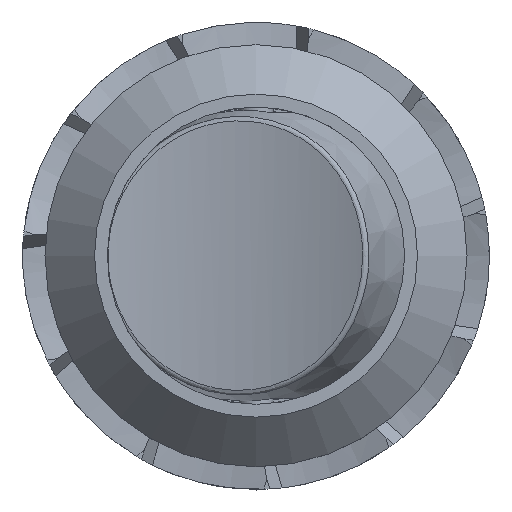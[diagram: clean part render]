
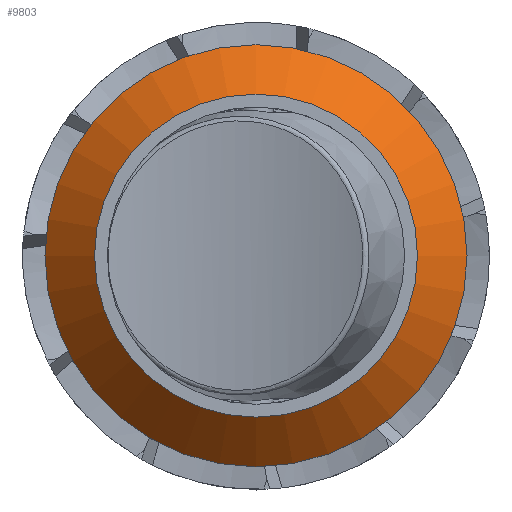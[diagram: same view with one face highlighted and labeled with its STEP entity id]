
A CAD part, top view. The second image highlights one B-rep face of the part: STEP entity #9803.
In plain terms, the highlighted conical face has half-angle 45 degrees and reference radius 25.4 mm.
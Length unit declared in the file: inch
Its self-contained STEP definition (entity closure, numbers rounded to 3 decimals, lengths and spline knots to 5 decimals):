
#9776=CARTESIAN_POINT('',(0.0,0.0,-0.49606));
#9777=DIRECTION('',(0.0,0.0,-1.0));
#9778=DIRECTION('',(1.0,0.0,0.0));
#9779=AXIS2_PLACEMENT_3D('',#9776,#9777,#9778);
#9780=CONICAL_SURFACE('',#9779,1.0,45.);
#9781=CARTESIAN_POINT('',(0.45276,0.,0.05118));
#9782=VERTEX_POINT('',#9781);
#9783=CARTESIAN_POINT('',(0.0,0.0,0.05118));
#9784=DIRECTION('',(0.0,0.0,1.0));
#9785=DIRECTION('',(-1.0,0.0,0.0));
#9786=AXIS2_PLACEMENT_3D('',#9783,#9784,#9785);
#9787=CIRCLE('',#9786,0.45276);
#9788=EDGE_CURVE('',#9782,#9782,#9787,.T.);
#9789=ORIENTED_EDGE('',*,*,#9788,.T.);
#9790=EDGE_LOOP('',(#9789));
#9791=FACE_OUTER_BOUND('',#9790,.T.);
#9792=CARTESIAN_POINT('',(0.34646,0.,0.15748));
#9793=VERTEX_POINT('',#9792);
#9794=CARTESIAN_POINT('',(0.0,0.0,0.15748));
#9795=DIRECTION('',(0.0,0.0,-1.0));
#9796=DIRECTION('',(-1.0,0.0,0.0));
#9797=AXIS2_PLACEMENT_3D('',#9794,#9795,#9796);
#9798=CIRCLE('',#9797,0.34646);
#9799=EDGE_CURVE('',#9793,#9793,#9798,.T.);
#9800=ORIENTED_EDGE('',*,*,#9799,.T.);
#9801=EDGE_LOOP('',(#9800));
#9802=FACE_BOUND('',#9801,.T.);
#9803=ADVANCED_FACE('',(#9791,#9802),#9780,.T.);
